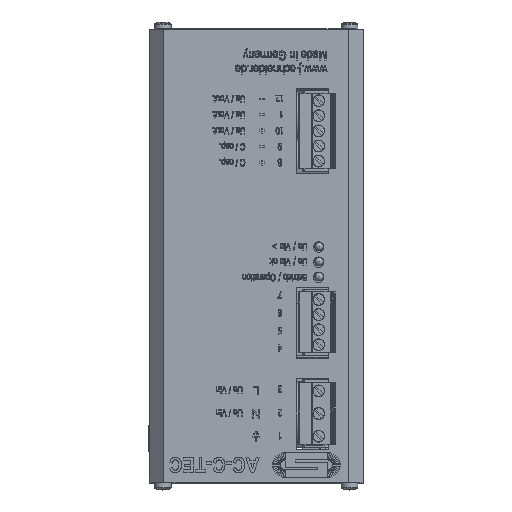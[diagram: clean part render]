
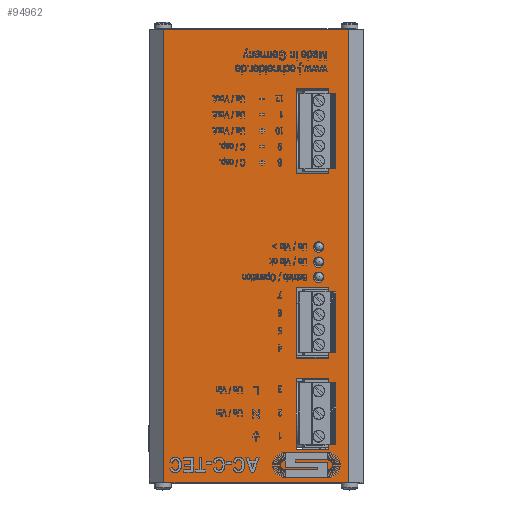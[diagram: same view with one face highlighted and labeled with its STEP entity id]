
A CAD part, top view. The second image highlights one B-rep face of the part: STEP entity #94962.
In plain terms, the highlighted planar face has unit normal (0, 0, 1).
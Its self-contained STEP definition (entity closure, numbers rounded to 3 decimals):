
#6836=FACE_BOUND('',#39453,.T.);
#6837=FACE_BOUND('',#39454,.T.);
#6838=FACE_BOUND('',#39455,.T.);
#6839=FACE_BOUND('',#39456,.T.);
#6840=FACE_BOUND('',#39457,.T.);
#6841=FACE_BOUND('',#39458,.T.);
#9001=PLANE('',#101780);
#15421=LINE('',#138950,#25464);
#15424=LINE('',#138956,#25467);
#15427=LINE('',#138962,#25470);
#15430=LINE('',#138966,#25473);
#15433=LINE('',#138974,#25476);
#15436=LINE('',#138980,#25479);
#15439=LINE('',#138986,#25482);
#15442=LINE('',#138990,#25485);
#15445=LINE('',#138998,#25488);
#15448=LINE('',#139004,#25491);
#15451=LINE('',#139010,#25494);
#15454=LINE('',#139014,#25497);
#15456=LINE('',#139020,#25499);
#15638=LINE('',#139416,#25681);
#15644=LINE('',#139426,#25687);
#15778=LINE('',#139727,#25821);
#25464=VECTOR('',#115137,10.);
#25467=VECTOR('',#115142,10.);
#25470=VECTOR('',#115147,10.);
#25473=VECTOR('',#115152,10.);
#25476=VECTOR('',#115157,10.);
#25479=VECTOR('',#115162,10.);
#25482=VECTOR('',#115167,10.);
#25485=VECTOR('',#115172,10.);
#25488=VECTOR('',#115177,10.);
#25491=VECTOR('',#115182,10.);
#25494=VECTOR('',#115187,10.);
#25497=VECTOR('',#115192,10.);
#25499=VECTOR('',#115196,1.);
#25681=VECTOR('',#115542,1.);
#25687=VECTOR('',#115550,1.);
#25821=VECTOR('',#115846,1.);
#33778=FACE_OUTER_BOUND('',#39452,.T.);
#39452=EDGE_LOOP('',(#78104,#78105,#78106,#78107));
#39453=EDGE_LOOP('',(#78108));
#39454=EDGE_LOOP('',(#78109));
#39455=EDGE_LOOP('',(#78110));
#39456=EDGE_LOOP('',(#78111,#78112,#78113,#78114));
#39457=EDGE_LOOP('',(#78115,#78116,#78117,#78118));
#39458=EDGE_LOOP('',(#78119,#78120,#78121,#78122));
#43236=CIRCLE('',#101597,1.75);
#43238=CIRCLE('',#101600,1.75);
#43240=CIRCLE('',#101603,1.75);
#47458=VERTEX_POINT('',#138928);
#47460=VERTEX_POINT('',#138934);
#47462=VERTEX_POINT('',#138940);
#47465=VERTEX_POINT('',#138947);
#47466=VERTEX_POINT('',#138949);
#47468=VERTEX_POINT('',#138955);
#47470=VERTEX_POINT('',#138961);
#47473=VERTEX_POINT('',#138971);
#47474=VERTEX_POINT('',#138973);
#47476=VERTEX_POINT('',#138979);
#47478=VERTEX_POINT('',#138985);
#47481=VERTEX_POINT('',#138995);
#47482=VERTEX_POINT('',#138997);
#47484=VERTEX_POINT('',#139003);
#47486=VERTEX_POINT('',#139009);
#47487=VERTEX_POINT('',#139016);
#47489=VERTEX_POINT('',#139019);
#47621=VERTEX_POINT('',#139415);
#47624=VERTEX_POINT('',#139424);
#58249=EDGE_CURVE('',#47458,#47458,#43236,.T.);
#58252=EDGE_CURVE('',#47460,#47460,#43238,.T.);
#58255=EDGE_CURVE('',#47462,#47462,#43240,.T.);
#58258=EDGE_CURVE('',#47466,#47465,#15421,.T.);
#58261=EDGE_CURVE('',#47468,#47466,#15424,.T.);
#58264=EDGE_CURVE('',#47470,#47468,#15427,.T.);
#58267=EDGE_CURVE('',#47465,#47470,#15430,.T.);
#58270=EDGE_CURVE('',#47474,#47473,#15433,.T.);
#58273=EDGE_CURVE('',#47476,#47474,#15436,.T.);
#58276=EDGE_CURVE('',#47478,#47476,#15439,.T.);
#58279=EDGE_CURVE('',#47473,#47478,#15442,.T.);
#58282=EDGE_CURVE('',#47482,#47481,#15445,.T.);
#58285=EDGE_CURVE('',#47484,#47482,#15448,.T.);
#58288=EDGE_CURVE('',#47486,#47484,#15451,.T.);
#58291=EDGE_CURVE('',#47481,#47486,#15454,.T.);
#58293=EDGE_CURVE('',#47489,#47487,#15456,.T.);
#58491=EDGE_CURVE('',#47621,#47489,#15638,.T.);
#58497=EDGE_CURVE('',#47621,#47624,#15644,.T.);
#58647=EDGE_CURVE('',#47487,#47624,#15778,.T.);
#78104=ORIENTED_EDGE('',*,*,#58647,.T.);
#78105=ORIENTED_EDGE('',*,*,#58497,.F.);
#78106=ORIENTED_EDGE('',*,*,#58491,.T.);
#78107=ORIENTED_EDGE('',*,*,#58293,.T.);
#78108=ORIENTED_EDGE('',*,*,#58249,.T.);
#78109=ORIENTED_EDGE('',*,*,#58252,.T.);
#78110=ORIENTED_EDGE('',*,*,#58255,.T.);
#78111=ORIENTED_EDGE('',*,*,#58264,.T.);
#78112=ORIENTED_EDGE('',*,*,#58261,.T.);
#78113=ORIENTED_EDGE('',*,*,#58258,.T.);
#78114=ORIENTED_EDGE('',*,*,#58267,.T.);
#78115=ORIENTED_EDGE('',*,*,#58276,.T.);
#78116=ORIENTED_EDGE('',*,*,#58273,.T.);
#78117=ORIENTED_EDGE('',*,*,#58270,.T.);
#78118=ORIENTED_EDGE('',*,*,#58279,.T.);
#78119=ORIENTED_EDGE('',*,*,#58288,.T.);
#78120=ORIENTED_EDGE('',*,*,#58285,.T.);
#78121=ORIENTED_EDGE('',*,*,#58282,.T.);
#78122=ORIENTED_EDGE('',*,*,#58291,.T.);
#94962=ADVANCED_FACE('',(#33778,#6836,#6837,#6838,#6839,#6840,#6841),#9001,
 .T.);
#101597=AXIS2_PLACEMENT_3D('',#138930,#115117,#115118);
#101600=AXIS2_PLACEMENT_3D('',#138936,#115124,#115125);
#101603=AXIS2_PLACEMENT_3D('',#138942,#115131,#115132);
#101780=AXIS2_PLACEMENT_3D('',#139726,#115844,#115845);
#115117=DIRECTION('center_axis',(0.,0.,-1.));
#115118=DIRECTION('ref_axis',(1.,0.,0.));
#115124=DIRECTION('center_axis',(0.,0.,-1.));
#115125=DIRECTION('ref_axis',(1.,0.,0.));
#115131=DIRECTION('center_axis',(0.,0.,-1.));
#115132=DIRECTION('ref_axis',(1.,0.,0.));
#115137=DIRECTION('',(1.,0.,0.));
#115142=DIRECTION('',(0.,1.,0.));
#115147=DIRECTION('',(-1.,0.,0.));
#115152=DIRECTION('',(0.,-1.,0.));
#115157=DIRECTION('',(1.,0.,0.));
#115162=DIRECTION('',(0.,1.,0.));
#115167=DIRECTION('',(-1.,0.,0.));
#115172=DIRECTION('',(0.,-1.,0.));
#115177=DIRECTION('',(0.,-1.,0.));
#115182=DIRECTION('',(1.,0.,0.));
#115187=DIRECTION('',(0.,1.,0.));
#115192=DIRECTION('',(-1.,0.,0.));
#115196=DIRECTION('',(0.,1.,0.));
#115542=DIRECTION('',(1.,0.,0.));
#115550=DIRECTION('',(0.,1.,0.));
#115844=DIRECTION('center_axis',(0.,0.,1.));
#115845=DIRECTION('ref_axis',(-1.,0.,0.));
#115846=DIRECTION('',(-1.,0.,0.));
#138928=CARTESIAN_POINT('',(150.862,172.799,129.2));
#138930=CARTESIAN_POINT('Origin',(152.612,172.799,129.2));
#138934=CARTESIAN_POINT('',(150.862,167.719,129.2));
#138936=CARTESIAN_POINT('Origin',(152.612,167.719,129.2));
#138940=CARTESIAN_POINT('',(150.862,177.879,129.2));
#138942=CARTESIAN_POINT('Origin',(152.612,177.879,129.2));
#138947=CARTESIAN_POINT('',(156.112,231.319,129.2));
#138949=CARTESIAN_POINT('',(145.112,231.319,129.2));
#138950=CARTESIAN_POINT('',(121.862,231.319,129.2));
#138955=CARTESIAN_POINT('',(145.112,202.519,129.2));
#138956=CARTESIAN_POINT('',(145.112,226.769,129.2));
#138961=CARTESIAN_POINT('',(156.112,202.519,129.2));
#138962=CARTESIAN_POINT('',(127.362,202.519,129.2));
#138966=CARTESIAN_POINT('',(156.112,241.169,129.2));
#138971=CARTESIAN_POINT('',(156.112,164.419,129.2));
#138973=CARTESIAN_POINT('',(145.112,164.419,129.2));
#138974=CARTESIAN_POINT('',(121.862,164.419,129.2));
#138979=CARTESIAN_POINT('',(145.112,140.419,129.2));
#138980=CARTESIAN_POINT('',(145.112,195.719,129.2));
#138985=CARTESIAN_POINT('',(156.112,140.419,129.2));
#138986=CARTESIAN_POINT('',(127.362,140.419,129.2));
#138990=CARTESIAN_POINT('',(156.112,207.719,129.2));
#138995=CARTESIAN_POINT('',(156.112,109.819,129.2));
#138997=CARTESIAN_POINT('',(156.112,133.619,129.2));
#138998=CARTESIAN_POINT('',(156.112,192.319,129.2));
#139003=CARTESIAN_POINT('',(145.112,133.619,129.2));
#139004=CARTESIAN_POINT('',(121.862,133.619,129.2));
#139009=CARTESIAN_POINT('',(145.112,109.819,129.2));
#139010=CARTESIAN_POINT('',(145.112,180.419,129.2));
#139014=CARTESIAN_POINT('',(127.362,109.819,129.2));
#139016=CARTESIAN_POINT('',(162.612,251.019,129.2));
#139019=CARTESIAN_POINT('',(162.612,98.519,129.2));
#139020=CARTESIAN_POINT('',(162.612,98.519,129.2));
#139415=CARTESIAN_POINT('',(100.612,98.519,129.2));
#139416=CARTESIAN_POINT('',(157.973,98.519,129.2));
#139424=CARTESIAN_POINT('',(100.612,251.019,129.2));
#139426=CARTESIAN_POINT('',(100.612,98.519,129.2));
#139726=CARTESIAN_POINT('Origin',(98.612,251.019,129.2));
#139727=CARTESIAN_POINT('',(164.612,251.019,129.2));
